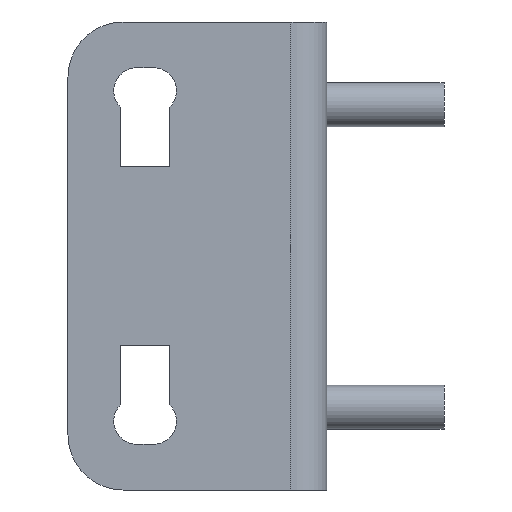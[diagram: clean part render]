
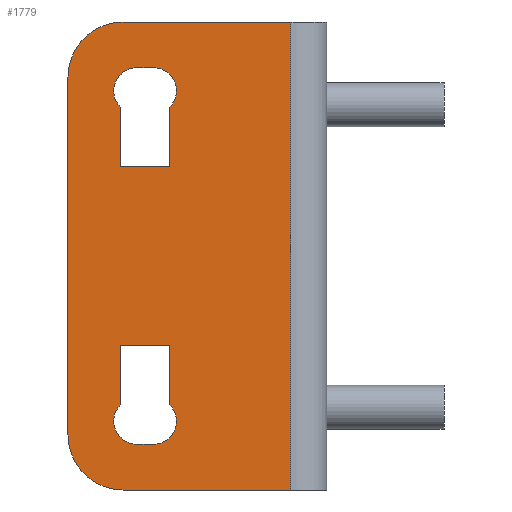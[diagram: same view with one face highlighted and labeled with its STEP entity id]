
A CAD part, front view. The second image highlights one B-rep face of the part: STEP entity #1779.
In plain terms, the highlighted planar face has unit normal (0, -1, 0).
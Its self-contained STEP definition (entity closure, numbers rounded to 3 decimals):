
#10 = CARTESIAN_POINT ( 'NONE',  ( -667.5, -26.5, -0.439 ) ) ;
#11 = VECTOR ( 'NONE', #1776, 1000. ) ;
#18 = ORIENTED_EDGE ( 'NONE', *, *, #418, .F. ) ;
#21 = CARTESIAN_POINT ( 'NONE',  ( -686., -26.5, -70. ) ) ;
#25 = EDGE_CURVE ( 'NONE', #269, #1584, #411, .T. ) ;
#38 = EDGE_LOOP ( 'NONE', ( #1654, #955, #914, #1606, #1658, #1750 ) ) ;
#40 = LINE ( 'NONE', #1252, #1731 ) ;
#44 = DIRECTION ( 'NONE',  ( 0., 0., -1. ) ) ;
#50 = DIRECTION ( 'NONE',  ( 0., 0., -1. ) ) ;
#52 = VERTEX_POINT ( 'NONE', #619 ) ;
#65 = CARTESIAN_POINT ( 'NONE',  ( -676.5, -26.5, -11.3 ) ) ;
#92 = EDGE_LOOP ( 'NONE', ( #18, #1762, #597, #943, #1269, #848 ) ) ;
#98 = AXIS2_PLACEMENT_3D ( 'NONE', #21, #1540, #1267 ) ;
#117 = DIRECTION ( 'NONE',  ( 0., 0., 1. ) ) ;
#143 = DIRECTION ( 'NONE',  ( 0., 1., 0. ) ) ;
#144 = VECTOR ( 'NONE', #1756, 1000. ) ;
#158 = EDGE_CURVE ( 'NONE', #1584, #1423, #1686, .T. ) ;
#162 = VECTOR ( 'NONE', #1193, 1000. ) ;
#172 = CARTESIAN_POINT ( 'NONE',  ( -645.5, -26.5, -70. ) ) ;
#176 = CIRCLE ( 'NONE', #765, 4.2 ) ;
#178 = CARTESIAN_POINT ( 'NONE',  ( -667.5, -26.5, -11.3 ) ) ;
#179 = VECTOR ( 'NONE', #298, 1000. ) ;
#191 = CARTESIAN_POINT ( 'NONE',  ( -667.5, -26.5, -43.7 ) ) ;
#220 = DIRECTION ( 'NONE',  ( -1., 0., 0. ) ) ;
#239 = CARTESIAN_POINT ( 'NONE',  ( -670.5, -26.5, 6.7 ) ) ;
#268 = CARTESIAN_POINT ( 'NONE',  ( -676.5, -26.5, -0.439 ) ) ;
#269 = VERTEX_POINT ( 'NONE', #1201 ) ;
#288 = CARTESIAN_POINT ( 'NONE',  ( -673.5, -26.5, 6.7 ) ) ;
#298 = DIRECTION ( 'NONE',  ( 0., 0., -1. ) ) ;
#299 = DIRECTION ( 'NONE',  ( 0., 0., -1. ) ) ;
#324 = AXIS2_PLACEMENT_3D ( 'NONE', #1062, #143, #299 ) ;
#326 = PLANE ( 'NONE',  #98 ) ;
#330 = VERTEX_POINT ( 'NONE', #1432 ) ;
#358 = DIRECTION ( 'NONE',  ( 0., 1., 0. ) ) ;
#368 = CARTESIAN_POINT ( 'NONE',  ( -676., -26.5, -60. ) ) ;
#393 = DIRECTION ( 'NONE',  ( 1., 0., 0. ) ) ;
#411 = CIRCLE ( 'NONE', #1691, 4.2 ) ;
#418 = EDGE_CURVE ( 'NONE', #1086, #541, #1251, .T. ) ;
#440 = VECTOR ( 'NONE', #117, 1000. ) ;
#455 = CARTESIAN_POINT ( 'NONE',  ( -670.5, -26.5, -57.5 ) ) ;
#458 = LINE ( 'NONE', #664, #1311 ) ;
#486 = EDGE_CURVE ( 'NONE', #1423, #1054, #1273, .T. ) ;
#490 = ORIENTED_EDGE ( 'NONE', *, *, #898, .T. ) ;
#494 = CARTESIAN_POINT ( 'NONE',  ( -672., -26.5, 15. ) ) ;
#505 = VECTOR ( 'NONE', #1347, 1000. ) ;
#513 = DIRECTION ( 'NONE',  ( 1., 0., 0. ) ) ;
#514 = ORIENTED_EDGE ( 'NONE', *, *, #919, .T. ) ;
#541 = VERTEX_POINT ( 'NONE', #1504 ) ;
#544 = CARTESIAN_POINT ( 'NONE',  ( -667.5, -26.5, -43.7 ) ) ;
#597 = ORIENTED_EDGE ( 'NONE', *, *, #1523, .F. ) ;
#619 = CARTESIAN_POINT ( 'NONE',  ( -686., -26.5, 5. ) ) ;
#651 = CARTESIAN_POINT ( 'NONE',  ( -676., -26.5, 15. ) ) ;
#664 = CARTESIAN_POINT ( 'NONE',  ( -672., -26.5, -70. ) ) ;
#674 = CARTESIAN_POINT ( 'NONE',  ( -686., -26.5, -70. ) ) ;
#688 = CARTESIAN_POINT ( 'NONE',  ( -670.5, -26.5, 6.7 ) ) ;
#701 = LINE ( 'NONE', #1649, #1330 ) ;
#703 = DIRECTION ( 'NONE',  ( -1., 0., 0. ) ) ;
#720 = DIRECTION ( 'NONE',  ( 0., 1., 0. ) ) ;
#742 = VERTEX_POINT ( 'NONE', #65 ) ;
#744 = VECTOR ( 'NONE', #44, 1000. ) ;
#765 = AXIS2_PLACEMENT_3D ( 'NONE', #1246, #720, #1563 ) ;
#784 = CARTESIAN_POINT ( 'NONE',  ( -676.5, -26.5, -43.7 ) ) ;
#797 = FACE_BOUND ( 'NONE', #1245, .T. ) ;
#812 = LINE ( 'NONE', #239, #1199 ) ;
#815 = EDGE_CURVE ( 'NONE', #330, #1034, #1142, .T. ) ;
#818 = CARTESIAN_POINT ( 'NONE',  ( -670.5, -26.5, -61.7 ) ) ;
#831 = LINE ( 'NONE', #191, #1098 ) ;
#848 = ORIENTED_EDGE ( 'NONE', *, *, #1670, .T. ) ;
#861 = VERTEX_POINT ( 'NONE', #784 ) ;
#865 = CIRCLE ( 'NONE', #1642, 4.2 ) ;
#883 = CARTESIAN_POINT ( 'NONE',  ( -667.5, -26.5, -11.3 ) ) ;
#898 = EDGE_CURVE ( 'NONE', #1095, #269, #1696, .T. ) ;
#914 = ORIENTED_EDGE ( 'NONE', *, *, #1036, .T. ) ;
#917 = FACE_OUTER_BOUND ( 'NONE', #92, .T. ) ;
#919 = EDGE_CURVE ( 'NONE', #1054, #861, #40, .T. ) ;
#943 = ORIENTED_EDGE ( 'NONE', *, *, #815, .F. ) ;
#950 = CARTESIAN_POINT ( 'NONE',  ( -676.5, -26.5, -54.561 ) ) ;
#952 = CARTESIAN_POINT ( 'NONE',  ( -673.5, -26.5, 2.5 ) ) ;
#955 = ORIENTED_EDGE ( 'NONE', *, *, #1559, .T. ) ;
#981 = ORIENTED_EDGE ( 'NONE', *, *, #486, .T. ) ;
#999 = DIRECTION ( 'NONE',  ( 1., 0., 0. ) ) ;
#1007 = EDGE_CURVE ( 'NONE', #330, #1765, #458, .T. ) ;
#1019 = CIRCLE ( 'NONE', #1040, 10. ) ;
#1034 = VERTEX_POINT ( 'NONE', #1058 ) ;
#1036 = EDGE_CURVE ( 'NONE', #1227, #1177, #812, .T. ) ;
#1038 = CARTESIAN_POINT ( 'NONE',  ( -667.5, -26.5, -54.561 ) ) ;
#1040 = AXIS2_PLACEMENT_3D ( 'NONE', #1116, #1391, #999 ) ;
#1054 = VERTEX_POINT ( 'NONE', #950 ) ;
#1058 = CARTESIAN_POINT ( 'NONE',  ( -686., -26.5, -60. ) ) ;
#1062 = CARTESIAN_POINT ( 'NONE',  ( -673.5, -26.5, -57.5 ) ) ;
#1072 = EDGE_CURVE ( 'NONE', #742, #1120, #1567, .T. ) ;
#1086 = VERTEX_POINT ( 'NONE', #651 ) ;
#1095 = VERTEX_POINT ( 'NONE', #544 ) ;
#1098 = VECTOR ( 'NONE', #1429, 1000. ) ;
#1100 = EDGE_CURVE ( 'NONE', #1274, #742, #701, .T. ) ;
#1116 = CARTESIAN_POINT ( 'NONE',  ( -676., -26.5, 5. ) ) ;
#1120 = VERTEX_POINT ( 'NONE', #1769 ) ;
#1142 = CIRCLE ( 'NONE', #1378, 10. ) ;
#1152 = ORIENTED_EDGE ( 'NONE', *, *, #158, .T. ) ;
#1164 = LINE ( 'NONE', #674, #505 ) ;
#1177 = VERTEX_POINT ( 'NONE', #688 ) ;
#1191 = ORIENTED_EDGE ( 'NONE', *, *, #1464, .T. ) ;
#1193 = DIRECTION ( 'NONE',  ( 1., 0., 0. ) ) ;
#1199 = VECTOR ( 'NONE', #393, 1000. ) ;
#1201 = CARTESIAN_POINT ( 'NONE',  ( -667.5, -26.5, -54.561 ) ) ;
#1227 = VERTEX_POINT ( 'NONE', #288 ) ;
#1232 = LINE ( 'NONE', #1502, #11 ) ;
#1245 = EDGE_LOOP ( 'NONE', ( #1596, #1152, #981, #514, #1191, #490 ) ) ;
#1246 = CARTESIAN_POINT ( 'NONE',  ( -670.5, -26.5, 2.5 ) ) ;
#1251 = LINE ( 'NONE', #494, #162 ) ;
#1252 = CARTESIAN_POINT ( 'NONE',  ( -676.5, -26.5, -43.7 ) ) ;
#1267 = DIRECTION ( 'NONE',  ( 1., 0., 0. ) ) ;
#1269 = ORIENTED_EDGE ( 'NONE', *, *, #1007, .T. ) ;
#1272 = EDGE_CURVE ( 'NONE', #52, #1086, #1019, .T. ) ;
#1273 = CIRCLE ( 'NONE', #324, 4.2 ) ;
#1274 = VERTEX_POINT ( 'NONE', #178 ) ;
#1283 = DIRECTION ( 'NONE',  ( 0., 1., 0. ) ) ;
#1311 = VECTOR ( 'NONE', #513, 1000. ) ;
#1330 = VECTOR ( 'NONE', #703, 1000. ) ;
#1347 = DIRECTION ( 'NONE',  ( 0., 0., 1. ) ) ;
#1350 = EDGE_CURVE ( 'NONE', #1177, #1738, #176, .T. ) ;
#1378 = AXIS2_PLACEMENT_3D ( 'NONE', #368, #358, #220 ) ;
#1391 = DIRECTION ( 'NONE',  ( 0., 1., 0. ) ) ;
#1393 = DIRECTION ( 'NONE',  ( 0., 0., 1. ) ) ;
#1400 = EDGE_CURVE ( 'NONE', #1738, #1274, #1503, .T. ) ;
#1423 = VERTEX_POINT ( 'NONE', #1573 ) ;
#1429 = DIRECTION ( 'NONE',  ( 1., 0., 0. ) ) ;
#1432 = CARTESIAN_POINT ( 'NONE',  ( -676., -26.5, -70. ) ) ;
#1437 = CARTESIAN_POINT ( 'NONE',  ( -673.5, -26.5, -61.7 ) ) ;
#1464 = EDGE_CURVE ( 'NONE', #861, #1095, #831, .T. ) ;
#1478 = DIRECTION ( 'NONE',  ( 0., 0., -1. ) ) ;
#1502 = CARTESIAN_POINT ( 'NONE',  ( -645.5, -26.5, -70. ) ) ;
#1503 = LINE ( 'NONE', #883, #744 ) ;
#1504 = CARTESIAN_POINT ( 'NONE',  ( -645.5, -26.5, 15. ) ) ;
#1523 = EDGE_CURVE ( 'NONE', #1034, #52, #1164, .T. ) ;
#1540 = DIRECTION ( 'NONE',  ( 0., -1., 0. ) ) ;
#1559 = EDGE_CURVE ( 'NONE', #1120, #1227, #865, .T. ) ;
#1563 = DIRECTION ( 'NONE',  ( 0., 0., -1. ) ) ;
#1567 = LINE ( 'NONE', #268, #440 ) ;
#1573 = CARTESIAN_POINT ( 'NONE',  ( -673.5, -26.5, -61.7 ) ) ;
#1584 = VERTEX_POINT ( 'NONE', #818 ) ;
#1596 = ORIENTED_EDGE ( 'NONE', *, *, #25, .T. ) ;
#1606 = ORIENTED_EDGE ( 'NONE', *, *, #1350, .T. ) ;
#1642 = AXIS2_PLACEMENT_3D ( 'NONE', #952, #1727, #1478 ) ;
#1649 = CARTESIAN_POINT ( 'NONE',  ( -676.5, -26.5, -11.3 ) ) ;
#1654 = ORIENTED_EDGE ( 'NONE', *, *, #1072, .T. ) ;
#1658 = ORIENTED_EDGE ( 'NONE', *, *, #1400, .T. ) ;
#1670 = EDGE_CURVE ( 'NONE', #1765, #541, #1232, .T. ) ;
#1681 = FACE_BOUND ( 'NONE', #38, .T. ) ;
#1686 = LINE ( 'NONE', #1437, #144 ) ;
#1691 = AXIS2_PLACEMENT_3D ( 'NONE', #455, #1283, #50 ) ;
#1696 = LINE ( 'NONE', #1038, #179 ) ;
#1727 = DIRECTION ( 'NONE',  ( 0., 1., 0. ) ) ;
#1731 = VECTOR ( 'NONE', #1393, 1000. ) ;
#1738 = VERTEX_POINT ( 'NONE', #10 ) ;
#1750 = ORIENTED_EDGE ( 'NONE', *, *, #1100, .T. ) ;
#1756 = DIRECTION ( 'NONE',  ( -1., 0., 0. ) ) ;
#1762 = ORIENTED_EDGE ( 'NONE', *, *, #1272, .F. ) ;
#1765 = VERTEX_POINT ( 'NONE', #172 ) ;
#1769 = CARTESIAN_POINT ( 'NONE',  ( -676.5, -26.5, -0.439 ) ) ;
#1776 = DIRECTION ( 'NONE',  ( 0., 0., 1. ) ) ;
#1779 = ADVANCED_FACE ( 'NONE', ( #797, #1681, #917 ), #326, .T. ) ;
